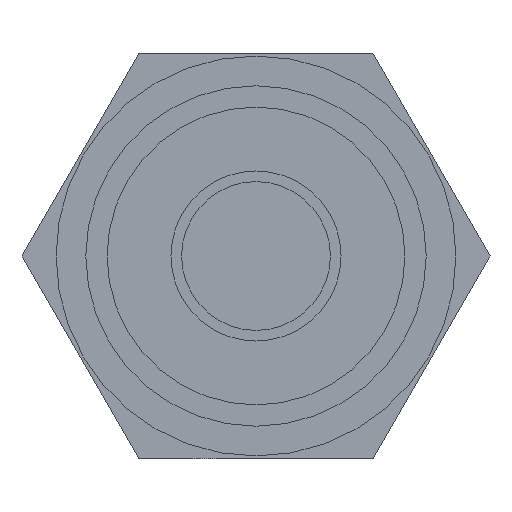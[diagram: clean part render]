
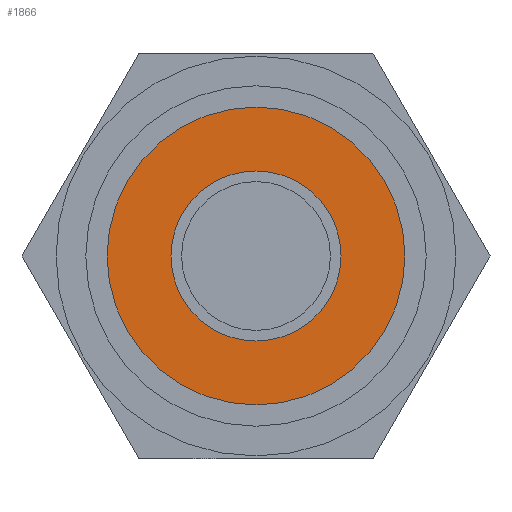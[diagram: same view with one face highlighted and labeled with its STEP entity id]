
A CAD part, front view. The second image highlights one B-rep face of the part: STEP entity #1866.
In plain terms, the highlighted planar face has unit normal (0, -1, 0).
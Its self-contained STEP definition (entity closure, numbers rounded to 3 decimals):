
#1308=CARTESIAN_POINT('',(7.,32.0,0.));
#1309=VERTEX_POINT('',#1308);
#1325=CARTESIAN_POINT('',(-7.,32.0,0.));
#1326=VERTEX_POINT('',#1325);
#1333=CARTESIAN_POINT('',(0.,32.0,0.));
#1334=DIRECTION('',(0.0,-1.0,0.0));
#1335=DIRECTION('',(1.0,0.0,0.0));
#1336=AXIS2_PLACEMENT_3D('',#1333,#1334,#1335);
#1337=CIRCLE('',#1336,7.0);
#1338=EDGE_CURVE('',#1309,#1326,#1337,.T.);
#1558=CARTESIAN_POINT('',(4.0,32.0,0.));
#1559=VERTEX_POINT('',#1558);
#1568=CARTESIAN_POINT('',(-4.0,32.0,0.));
#1569=VERTEX_POINT('',#1568);
#1570=CARTESIAN_POINT('',(0.0,32.0,0.));
#1571=DIRECTION('',(0.0,1.0,0.0));
#1572=DIRECTION('',(1.0,0.0,0.0));
#1573=AXIS2_PLACEMENT_3D('',#1570,#1571,#1572);
#1574=CIRCLE('',#1573,4.0);
#1575=EDGE_CURVE('',#1569,#1559,#1574,.T.);
#1685=CARTESIAN_POINT('',(0.0,32.0,0.));
#1686=DIRECTION('',(0.0,1.0,0.0));
#1687=DIRECTION('',(1.0,0.0,0.0));
#1688=AXIS2_PLACEMENT_3D('',#1685,#1686,#1687);
#1689=CIRCLE('',#1688,4.0);
#1690=EDGE_CURVE('',#1559,#1569,#1689,.T.);
#1835=CARTESIAN_POINT('',(0.,32.0,0.));
#1836=DIRECTION('',(0.0,-1.0,0.0));
#1837=DIRECTION('',(1.0,0.0,0.0));
#1838=AXIS2_PLACEMENT_3D('',#1835,#1836,#1837);
#1839=CIRCLE('',#1838,7.0);
#1840=EDGE_CURVE('',#1326,#1309,#1839,.T.);
#1853=CARTESIAN_POINT('',(0.,32.0,0.));
#1854=DIRECTION('',(0.0,-1.0,0.0));
#1855=DIRECTION('',(-1.0,0.0,0.0));
#1856=AXIS2_PLACEMENT_3D('',#1853,#1854,#1855);
#1857=PLANE('',#1856);
#1858=ORIENTED_EDGE('',*,*,#1338,.T.);
#1859=ORIENTED_EDGE('',*,*,#1840,.T.);
#1860=EDGE_LOOP('',(#1858,#1859));
#1861=FACE_OUTER_BOUND('',#1860,.T.);
#1862=ORIENTED_EDGE('',*,*,#1690,.T.);
#1863=ORIENTED_EDGE('',*,*,#1575,.T.);
#1864=EDGE_LOOP('',(#1862,#1863));
#1865=FACE_BOUND('',#1864,.T.);
#1866=ADVANCED_FACE('',(#1861,#1865),#1857,.T.);
